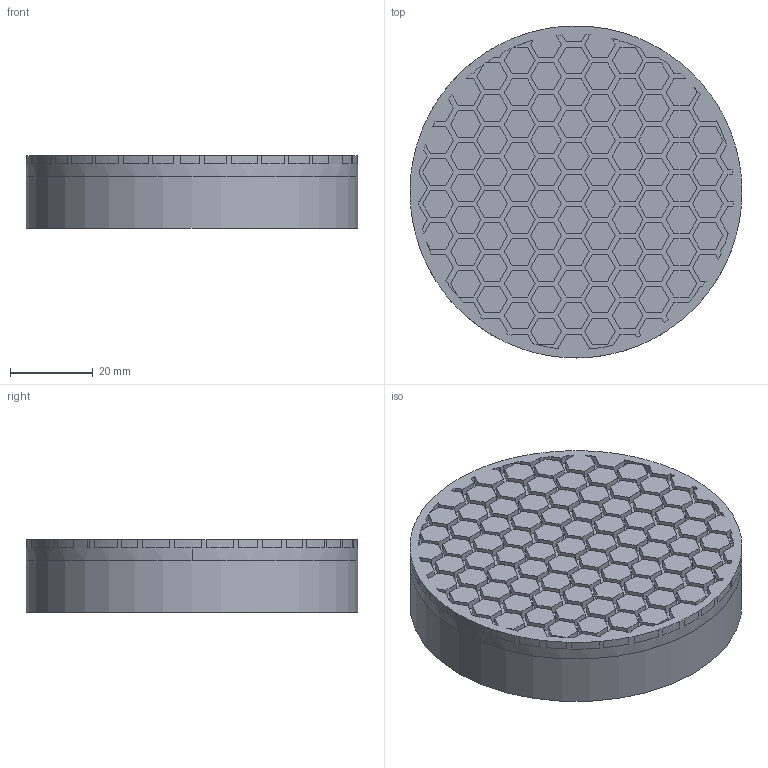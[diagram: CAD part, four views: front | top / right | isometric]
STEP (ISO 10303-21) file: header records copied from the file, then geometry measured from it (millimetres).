
FILE_DESCRIPTION(('FreeCAD Model'),'2;1');
FILE_NAME('Open CASCADE Shape Model','2023-04-11T22:27:29',(''),(''), 'Open CASCADE STEP processor 7.6','FreeCAD','Unknown');
FILE_SCHEMA(('AUTOMOTIVE_DESIGN { 1 0 10303 214 1 1 1 1 }'));
Length unit declared in the file: millimetre
Products named in the file (1): lid
Bounding box: 80 x 80 x 17.5 mm (x, y, z)
Volume: 28802.2 mm3; surface area: 23938 mm2
Topology: 1 solids, 1 shells, 766 faces, 2106 edges, 1420 vertices
Faces by surface type: plane 665, cylinder 77, bspline 23, cone 1
Full cylindrical faces by diameter (mm): 76 x5, 80 x1
Entity records: 55789 total; most frequent: CARTESIAN_POINT 13145, DIRECTION 7865, LINE 5887, VECTOR 5887, ORIENTED_EDGE 4212, PCURVE 4212, DEFINITIONAL_REPRESENTATION 4212, EDGE_CURVE 2106
